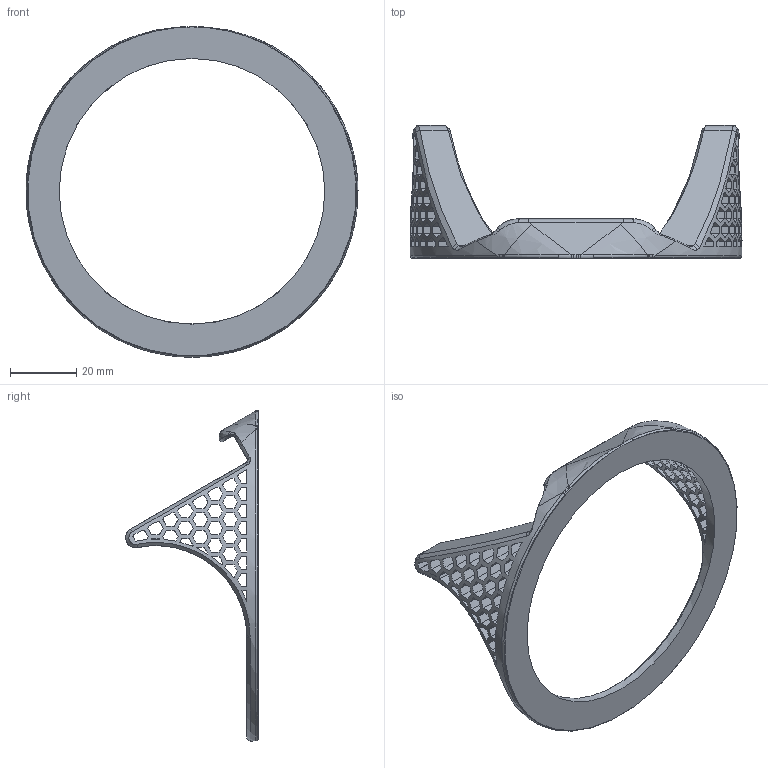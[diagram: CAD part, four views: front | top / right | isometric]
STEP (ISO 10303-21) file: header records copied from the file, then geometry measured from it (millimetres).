
FILE_DESCRIPTION(/* description */ (''),/* implementation_level */ '2;1');
FILE_NAME(/* name */ 'IPad_stand_hex_9mm_v16.step',/* time_stamp */ '2024-03-25T18:39:25+01:00',/* author */ (''),/* organization */ (''),/* preprocessor_version */ 'ST-DEVELOPER v20',/* originating_system */ 'Autodesk Translation Framework v12.20.1.177',/* authorisation */ '');
FILE_SCHEMA (('AUTOMOTIVE_DESIGN { 1 0 10303 214 3 1 1 }'));
Length unit declared in the file: millimetre
Products named in the file (1): Halter V6 old Ipad
Bounding box: 100 x 40 x 99.6 mm (x, y, z)
Volume: 19706.9 mm3; surface area: 18643.5 mm2
Topology: 1 solids, 1 shells, 488 faces, 1411 edges, 922 vertices
Faces by surface type: plane 351, bspline 103, cylinder 30, cone 3, torus 1
Full cylindrical faces by diameter (mm): 80 x1
Entity records: 19047 total; most frequent: CARTESIAN_POINT 6203, ORIENTED_EDGE 2822, DIRECTION 2465, EDGE_CURVE 1411, VERTEX_POINT 922, AXIS2_PLACEMENT_3D 894, LINE 677, VECTOR 677
